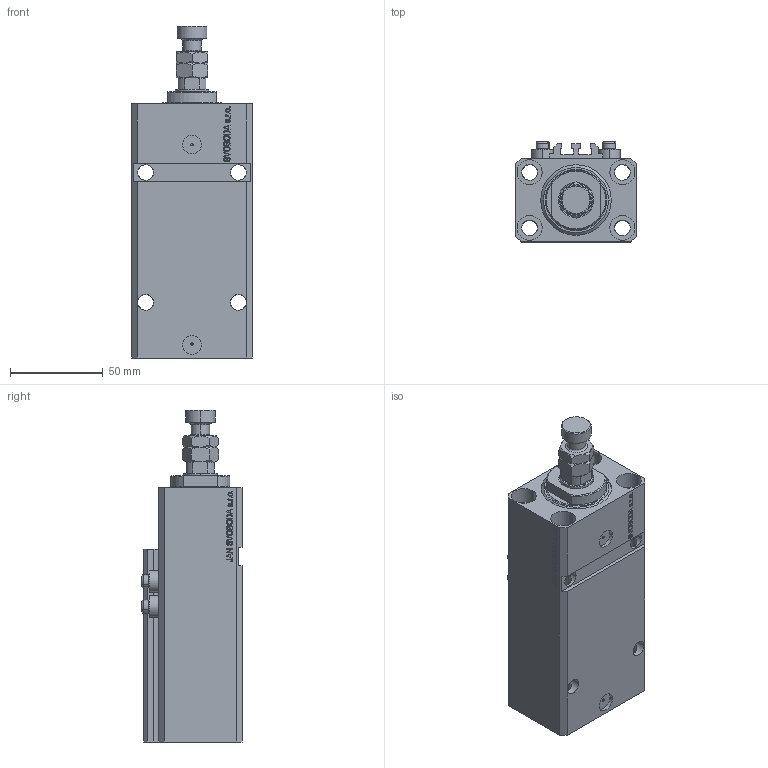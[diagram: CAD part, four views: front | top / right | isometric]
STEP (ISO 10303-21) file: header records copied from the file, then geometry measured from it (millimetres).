
FILE_DESCRIPTION (( 'STEP AP203' ), '1' );
FILE_NAME ('8e31.STEP', '2023-10-07T20:26:52', ( '' ), ( '' ), 'SwSTEP 2.0', 'SolidWorks 2019', '' );
FILE_SCHEMA (( 'CONFIG_CONTROL_DESIGN' ));
Length unit declared in the file: millimetre
Products named in the file (6): V250CE_C_VCP e096ea5c0875603cc7d97bcfc6e4479a; 8e31; MFA e096ea5c0875603cc7d97bcfc6e4479a; ALLEN BOLT V250CE e096ea5c0875603cc7d97bcfc6e4479a; V250CE_VC_E e096ea5c0875603cc7d97bcfc6e4479a; V250CE_E_Body e096ea5c0875603cc7d97bcfc6e4479a
Assembly tree (8 placements, depth 2):
  8e31
    V250CE_E_Body e096ea5c0875603cc7d97bcfc6e4479a
    ALLEN BOLT V250CE e096ea5c0875603cc7d97bcfc6e4479a  x4
    V250CE_C_VCP e096ea5c0875603cc7d97bcfc6e4479a
    V250CE_VC_E e096ea5c0875603cc7d97bcfc6e4479a
    MFA e096ea5c0875603cc7d97bcfc6e4479a
Bounding box: 65 x 54 x 179 mm (x, y, z)
Volume: 355919.4 mm3; surface area: 95610.7 mm2
Topology: 9 solids, 9 shells, 1139 faces, 2823 edges, 1810 vertices
Faces by surface type: plane 527, bspline 360, cylinder 150, cone 84, torus 18
Entity records: 49374 total; most frequent: CARTESIAN_POINT 25699, ORIENTED_EDGE 5336, DIRECTION 3530, EDGE_CURVE 2668, VERTEX_POINT 1726, LINE 1560, VECTOR 1560, EDGE_LOOP 1204
